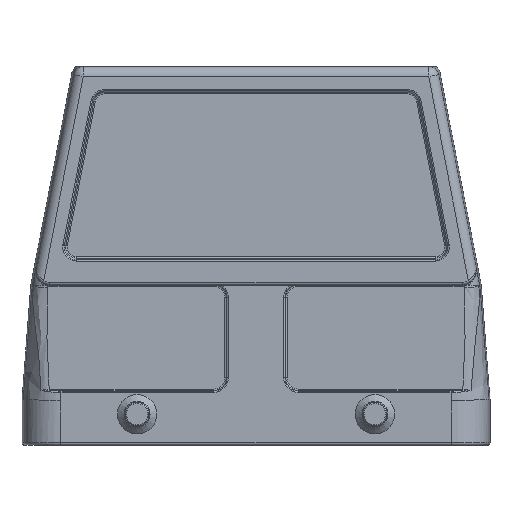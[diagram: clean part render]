
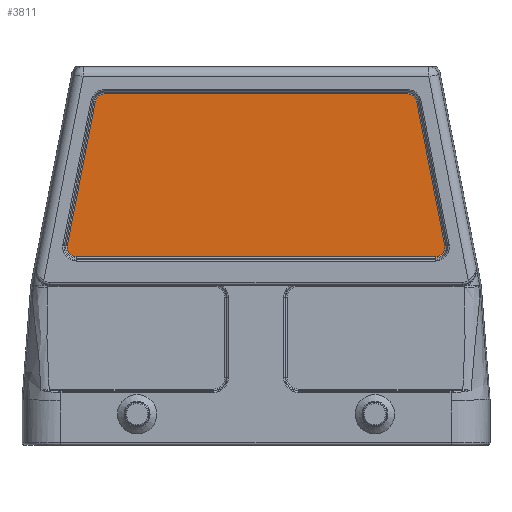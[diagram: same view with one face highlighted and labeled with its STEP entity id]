
A CAD part, front view. The second image highlights one B-rep face of the part: STEP entity #3811.
In plain terms, the highlighted planar face has unit normal (0, -1, 0).
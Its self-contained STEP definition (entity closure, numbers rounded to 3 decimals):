
#3811=ADVANCED_FACE('',(#4529),#4340,.F.);
#4340=PLANE('',#14789);
#4529=FACE_OUTER_BOUND('',#5050,.T.);
#5050=EDGE_LOOP('',(#5843,#5844,#5845,#5846,#5847,#5848,#5849,#5850));
#5843=ORIENTED_EDGE('',*,*,#9212,.T.);
#5844=ORIENTED_EDGE('',*,*,#9213,.T.);
#5845=ORIENTED_EDGE('',*,*,#9214,.T.);
#5846=ORIENTED_EDGE('',*,*,#9215,.T.);
#5847=ORIENTED_EDGE('',*,*,#9216,.T.);
#5848=ORIENTED_EDGE('',*,*,#9217,.T.);
#5849=ORIENTED_EDGE('',*,*,#9218,.T.);
#5850=ORIENTED_EDGE('',*,*,#9219,.T.);
#8396=VERTEX_POINT('',#20184);
#8397=VERTEX_POINT('',#20185);
#8398=VERTEX_POINT('',#20187);
#8399=VERTEX_POINT('',#20189);
#8400=VERTEX_POINT('',#20191);
#8401=VERTEX_POINT('',#20193);
#8402=VERTEX_POINT('',#20195);
#8403=VERTEX_POINT('',#20197);
#9212=EDGE_CURVE('',#8396,#8397,#12346,.T.);
#9213=EDGE_CURVE('',#8397,#8398,#10963,.T.);
#9214=EDGE_CURVE('',#8398,#8399,#12347,.T.);
#9215=EDGE_CURVE('',#8399,#8400,#10964,.T.);
#9216=EDGE_CURVE('',#8400,#8401,#12348,.T.);
#9217=EDGE_CURVE('',#8401,#8402,#10965,.T.);
#9218=EDGE_CURVE('',#8402,#8403,#12349,.T.);
#9219=EDGE_CURVE('',#8403,#8396,#10966,.T.);
#10963=CIRCLE('',#14785,1.835);
#10964=CIRCLE('',#14786,1.835);
#10965=CIRCLE('',#14787,1.835);
#10966=CIRCLE('',#14788,1.835);
#12346=LINE('',#20183,#12997);
#12347=LINE('',#20188,#12998);
#12348=LINE('',#20192,#12999);
#12349=LINE('',#20196,#13000);
#12997=VECTOR('',#16013,1.);
#12998=VECTOR('',#16016,1.);
#12999=VECTOR('',#16019,1.);
#13000=VECTOR('',#16022,1.);
#14785=AXIS2_PLACEMENT_3D('',#20186,#16014,#16015);
#14786=AXIS2_PLACEMENT_3D('',#20190,#16017,#16018);
#14787=AXIS2_PLACEMENT_3D('',#20194,#16020,#16021);
#14788=AXIS2_PLACEMENT_3D('',#20198,#16023,#16024);
#14789=AXIS2_PLACEMENT_3D('',#20199,#16025,#16026);
#16013=DIRECTION('',(-0.191,0.,0.982));
#16014=DIRECTION('',(0.,-1.,0.));
#16015=DIRECTION('',(0.,0.,1.));
#16016=DIRECTION('',(-1.,0.,0.));
#16017=DIRECTION('',(0.,-1.,0.));
#16018=DIRECTION('',(0.,0.,1.));
#16019=DIRECTION('',(-0.191,0.,-0.982));
#16020=DIRECTION('',(0.,-1.,0.));
#16021=DIRECTION('',(0.,0.,1.));
#16022=DIRECTION('',(1.,0.,0.));
#16023=DIRECTION('',(0.,-1.,0.));
#16024=DIRECTION('',(0.,0.,1.));
#16025=DIRECTION('',(0.,1.,0.));
#16026=DIRECTION('',(0.,0.,-1.));
#20183=CARTESIAN_POINT('',(32.095,-21.25,59.55));
#20184=CARTESIAN_POINT('',(37.703,-21.25,30.7));
#20185=CARTESIAN_POINT('',(32.095,-21.25,59.55));
#20186=CARTESIAN_POINT('',(30.294,-21.25,59.2));
#20187=CARTESIAN_POINT('',(30.294,-21.25,61.035));
#20188=CARTESIAN_POINT('',(-30.294,-21.25,61.035));
#20189=CARTESIAN_POINT('',(-30.294,-21.25,61.035));
#20190=CARTESIAN_POINT('',(-30.294,-21.25,59.2));
#20191=CARTESIAN_POINT('',(-32.095,-21.25,59.55));
#20192=CARTESIAN_POINT('',(-37.703,-21.25,30.7));
#20193=CARTESIAN_POINT('',(-37.703,-21.25,30.7));
#20194=CARTESIAN_POINT('',(-35.902,-21.25,30.35));
#20195=CARTESIAN_POINT('',(-35.902,-21.25,28.515));
#20196=CARTESIAN_POINT('',(35.902,-21.25,28.515));
#20197=CARTESIAN_POINT('',(35.902,-21.25,28.515));
#20198=CARTESIAN_POINT('',(35.902,-21.25,30.35));
#20199=CARTESIAN_POINT('',(30.294,-21.25,59.2));
